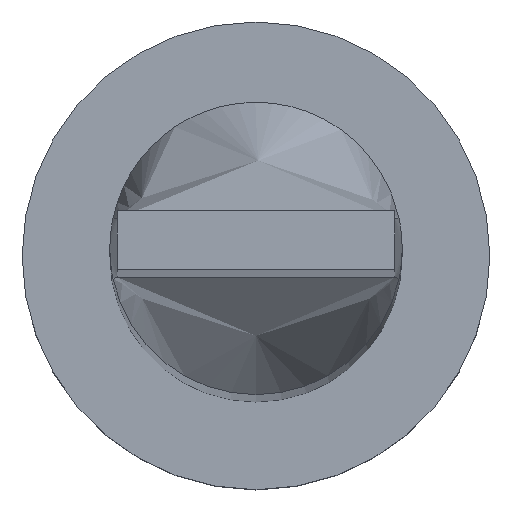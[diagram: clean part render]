
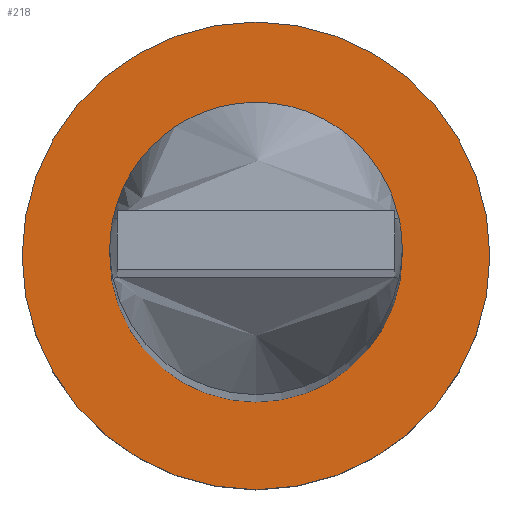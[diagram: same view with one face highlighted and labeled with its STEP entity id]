
A CAD part, top view. The second image highlights one B-rep face of the part: STEP entity #218.
In plain terms, the highlighted planar face has unit normal (0, 0, 1).
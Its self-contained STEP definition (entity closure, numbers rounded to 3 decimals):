
#1 = DIRECTION ( 'NONE',  ( 1., 0., 0. ) ) ;
#14 = DIRECTION ( 'NONE',  ( 1., 0., 0. ) ) ;
#18 = AXIS2_PLACEMENT_3D ( 'NONE', #530, #567, #582 ) ;
#28 = AXIS2_PLACEMENT_3D ( 'NONE', #200, #63, #14 ) ;
#35 = FACE_OUTER_BOUND ( 'NONE', #297, .T. ) ;
#36 = CIRCLE ( 'NONE', #279, 8. ) ;
#63 = DIRECTION ( 'NONE',  ( 0., 0., 1. ) ) ;
#88 = EDGE_CURVE ( 'NONE', #406, #98, #514, .T. ) ;
#98 = VERTEX_POINT ( 'NONE', #337 ) ;
#100 = DIRECTION ( 'NONE',  ( 1., 0., 0. ) ) ;
#145 = ORIENTED_EDGE ( 'NONE', *, *, #443, .T. ) ;
#161 = EDGE_CURVE ( 'NONE', #501, #169, #555, .T. ) ;
#169 = VERTEX_POINT ( 'NONE', #381 ) ;
#172 = CARTESIAN_POINT ( 'NONE',  ( 0., 0., 5. ) ) ;
#182 = DIRECTION ( 'NONE',  ( 0., 0., 1. ) ) ;
#185 = CIRCLE ( 'NONE', #293, 5. ) ;
#199 = EDGE_CURVE ( 'NONE', #98, #406, #185, .T. ) ;
#200 = CARTESIAN_POINT ( 'NONE',  ( 0., 0., 5. ) ) ;
#214 = ORIENTED_EDGE ( 'NONE', *, *, #199, .F. ) ;
#218 = ADVANCED_FACE ( 'NONE', ( #591, #35 ), #554, .T. ) ;
#219 = DIRECTION ( 'NONE',  ( 1., 0., 0. ) ) ;
#279 = AXIS2_PLACEMENT_3D ( 'NONE', #403, #458, #100 ) ;
#287 = CARTESIAN_POINT ( 'NONE',  ( 8., 0., 5. ) ) ;
#288 = ORIENTED_EDGE ( 'NONE', *, *, #88, .F. ) ;
#293 = AXIS2_PLACEMENT_3D ( 'NONE', #172, #182, #219 ) ;
#297 = EDGE_LOOP ( 'NONE', ( #145, #351 ) ) ;
#337 = CARTESIAN_POINT ( 'NONE',  ( -5., 0., 5. ) ) ;
#351 = ORIENTED_EDGE ( 'NONE', *, *, #161, .T. ) ;
#381 = CARTESIAN_POINT ( 'NONE',  ( -8., 0., 5. ) ) ;
#397 = CARTESIAN_POINT ( 'NONE',  ( 0., 0., 5. ) ) ;
#403 = CARTESIAN_POINT ( 'NONE',  ( 0., 0., 5. ) ) ;
#406 = VERTEX_POINT ( 'NONE', #565 ) ;
#443 = EDGE_CURVE ( 'NONE', #169, #501, #36, .T. ) ;
#458 = DIRECTION ( 'NONE',  ( 0., 0., 1. ) ) ;
#501 = VERTEX_POINT ( 'NONE', #287 ) ;
#510 = AXIS2_PLACEMENT_3D ( 'NONE', #397, #541, #1 ) ;
#514 = CIRCLE ( 'NONE', #18, 5. ) ;
#519 = EDGE_LOOP ( 'NONE', ( #214, #288 ) ) ;
#530 = CARTESIAN_POINT ( 'NONE',  ( 0., 0., 5. ) ) ;
#541 = DIRECTION ( 'NONE',  ( 0., 0., 1. ) ) ;
#554 = PLANE ( 'NONE',  #510 ) ;
#555 = CIRCLE ( 'NONE', #28, 8. ) ;
#565 = CARTESIAN_POINT ( 'NONE',  ( 5., 0., 5. ) ) ;
#567 = DIRECTION ( 'NONE',  ( 0., 0., 1. ) ) ;
#582 = DIRECTION ( 'NONE',  ( 1., 0., 0. ) ) ;
#591 = FACE_BOUND ( 'NONE', #519, .T. ) ;
